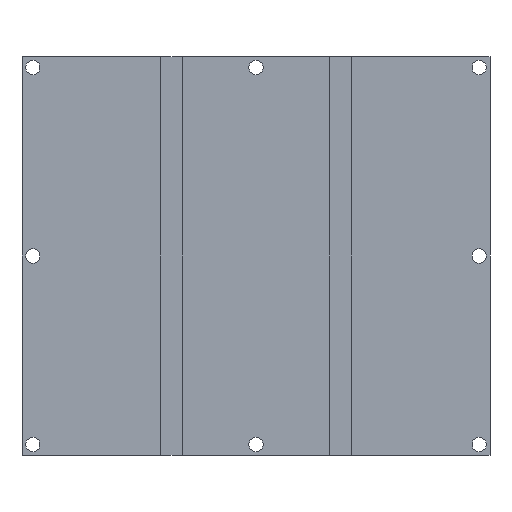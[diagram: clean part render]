
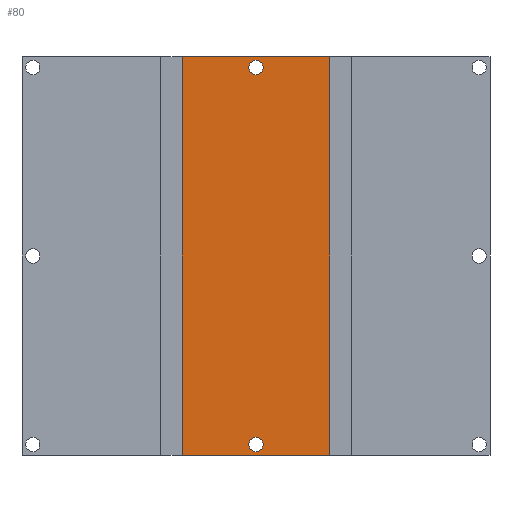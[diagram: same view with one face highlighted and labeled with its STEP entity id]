
A CAD part, left-side view. The second image highlights one B-rep face of the part: STEP entity #80.
In plain terms, the highlighted planar face has unit normal (-1, 0, 0).
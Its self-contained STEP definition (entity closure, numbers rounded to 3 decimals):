
#80=ADVANCED_FACE('',(#288,#290,#292),#294,.F.);
#288=FACE_BOUND('',#289,.T.);
#289=EDGE_LOOP('',(#489,#490,#491,#492));
#290=FACE_BOUND('',#291,.T.);
#291=EDGE_LOOP('',(#493));
#292=FACE_BOUND('',#293,.T.);
#293=EDGE_LOOP('',(#494));
#294=PLANE('',#295);
#295=AXIS2_PLACEMENT_3D('',#296,#297,#298);
#296=CARTESIAN_POINT('',(0.,0.,0.));
#297=DIRECTION('',(1.,0.,0.));
#298=DIRECTION('',(0.,1.,0.));
#489=ORIENTED_EDGE('',*,*,#591,.F.);
#490=ORIENTED_EDGE('',*,*,#573,.F.);
#491=ORIENTED_EDGE('',*,*,#592,.F.);
#492=ORIENTED_EDGE('',*,*,#584,.F.);
#493=ORIENTED_EDGE('',*,*,#593,.T.);
#494=ORIENTED_EDGE('',*,*,#594,.T.);
#573=EDGE_CURVE('',#640,#642,#643,.T.);
#584=EDGE_CURVE('',#661,#663,#664,.T.);
#591=EDGE_CURVE('',#642,#661,#675,.F.);
#592=EDGE_CURVE('',#663,#640,#676,.F.);
#593=EDGE_CURVE('',#677,#677,#678,.T.);
#594=EDGE_CURVE('',#679,#679,#680,.T.);
#640=VERTEX_POINT('',#770);
#642=VERTEX_POINT('',#774);
#643=LINE('',#775,#776);
#661=VERTEX_POINT('',#813);
#663=VERTEX_POINT('',#817);
#664=LINE('',#818,#819);
#675=LINE('',#843,#844);
#676=LINE('',#846,#847);
#677=VERTEX_POINT('',#849);
#678=CIRCLE('',#850,1.65);
#679=VERTEX_POINT('',#854);
#680=CIRCLE('',#855,1.65);
#770=CARTESIAN_POINT('',(0.,-17.,-46.));
#774=CARTESIAN_POINT('',(0.,17.,-46.));
#775=CARTESIAN_POINT('',(0.,-17.,-46.));
#776=VECTOR('',#777,1.);
#777=DIRECTION('',(0.,1.,0.));
#813=CARTESIAN_POINT('',(0.,17.,46.));
#817=CARTESIAN_POINT('',(0.,-17.,46.));
#818=CARTESIAN_POINT('',(0.,17.,46.));
#819=VECTOR('',#820,1.);
#820=DIRECTION('',(0.,-1.,0.));
#843=CARTESIAN_POINT('',(0.,17.,46.));
#844=VECTOR('',#845,1.);
#845=DIRECTION('',(0.,0.,-1.));
#846=CARTESIAN_POINT('',(0.,-17.,-46.));
#847=VECTOR('',#848,1.);
#848=DIRECTION('',(0.,0.,1.));
#849=CARTESIAN_POINT('',(0.,1.65,-43.5));
#850=AXIS2_PLACEMENT_3D('',#851,#852,#853);
#851=CARTESIAN_POINT('',(0.,0.,-43.5));
#852=DIRECTION('',(1.,0.,0.));
#853=DIRECTION('',(0.,1.,0.));
#854=CARTESIAN_POINT('',(0.,1.65,43.5));
#855=AXIS2_PLACEMENT_3D('',#856,#857,#858);
#856=CARTESIAN_POINT('',(0.,0.,43.5));
#857=DIRECTION('',(1.,0.,0.));
#858=DIRECTION('',(0.,1.,0.));
